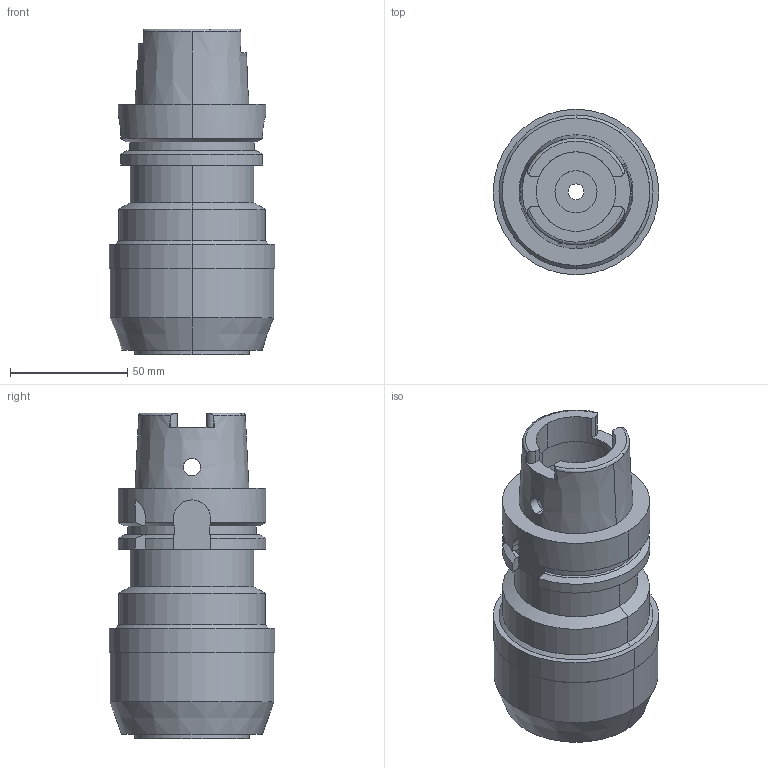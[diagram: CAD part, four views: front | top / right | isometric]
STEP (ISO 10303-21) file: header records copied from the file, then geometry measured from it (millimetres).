
FILE_DESCRIPTION((''),'2;1');
FILE_NAME('HSK-A63-MEGA32DS-105A','2017-11-21T',('ykawabe'),(''),'CREO PARAMETRIC BY PTC INC, 2016380','CREO PARAMETRIC BY PTC INC, 2016380','');
FILE_SCHEMA(('AUTOMOTIVE_DESIGN { 1 0 10303 214 1 1 1 1 }'));
Length unit declared in the file: millimetre
Products named in the file (1): HSK-A63-MEGA32DS-105A
Bounding box: 70.7 x 70.7 x 139 mm (x, y, z)
Volume: 276618.3 mm3; surface area: 48743.4 mm2
Topology: 1 solids, 1 shells, 103 faces, 283 edges, 187 vertices
Faces by surface type: cylinder 43, plane 40, cone 16, torus 4
Entity records: 4524 total; most frequent: CARTESIAN_POINT 872, DIRECTION 576, ORIENTED_EDGE 566, PRESENTATION_STYLE_ASSIGNMENT 288, STYLED_ITEM 288, CURVE_STYLE 287, EDGE_CURVE 283, AXIS2_PLACEMENT_3D 225
